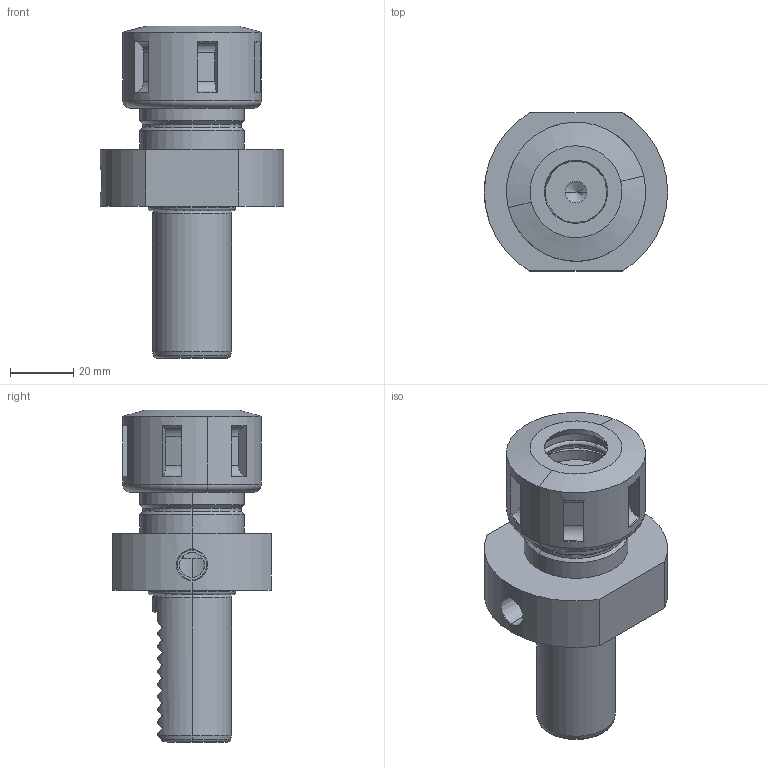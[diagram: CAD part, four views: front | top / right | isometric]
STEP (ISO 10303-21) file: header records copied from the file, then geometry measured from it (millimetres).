
FILE_DESCRIPTION (( 'STEP AP203' ), '1' );
FILE_NAME ('STEP.STEP', '2020-09-11T09:32:44', ( '' ), ( '' ), 'SwSTEP 2.0', 'SolidWorks 2017', '' );
FILE_SCHEMA (( 'CONFIG_CONTROL_DESIGN' ));
Length unit declared in the file: millimetre
Products named in the file (1): STEP
Bounding box: 58 x 50 x 105 mm (x, y, z)
Volume: 89966.7 mm3; surface area: 28309.6 mm2
Topology: 4 solids, 4 shells, 208 faces, 510 edges, 318 vertices
Faces by surface type: plane 86, cylinder 64, cone 37, torus 19, bspline 2
Entity records: 6636 total; most frequent: CARTESIAN_POINT 1746, DIRECTION 1010, ORIENTED_EDGE 1008, EDGE_CURVE 504, AXIS2_PLACEMENT_3D 388, VERTEX_POINT 318, LINE 234, VECTOR 234
